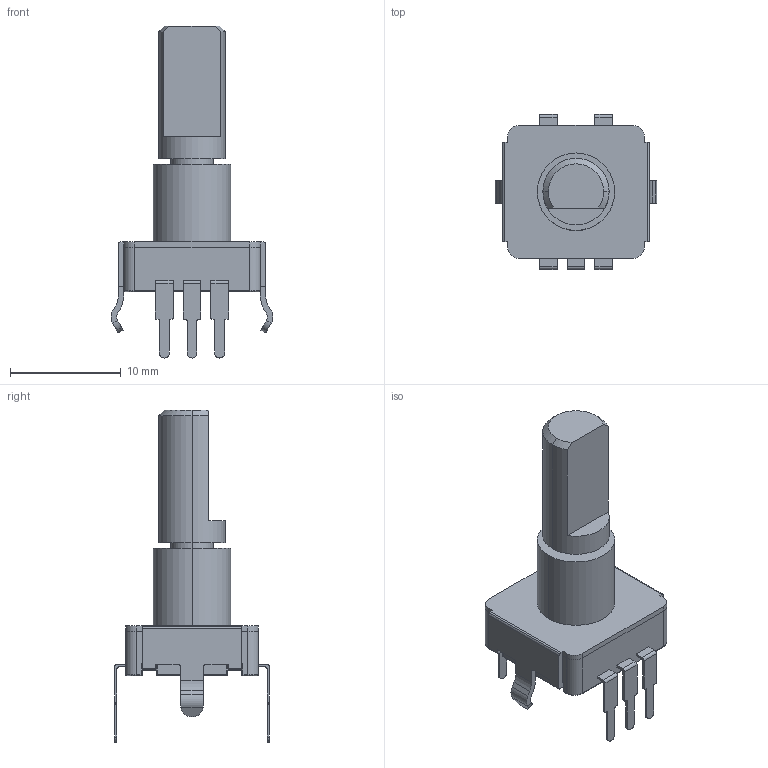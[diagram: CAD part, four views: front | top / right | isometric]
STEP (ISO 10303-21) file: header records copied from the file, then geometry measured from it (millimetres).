
FILE_DESCRIPTION (( 'STEP AP214' ), '1' );
FILE_NAME ('12mm Incremental Encoder - BOURNS PEC11S - No Knob.STEP', '2019-05-14T05:33:22', ( '' ), ( '' ), 'SwSTEP 2.0', 'SolidWorks 2019', '' );
FILE_SCHEMA (( 'AUTOMOTIVE_DESIGN' ));
Length unit declared in the file: inch
Products named in the file (16): 12mm Incremental Encoder Threaded Tube.stp; 12mm Incremental Encoder Base.stp; 12mm Incremental Encoder Anti-Rotation Plate.stp; 12mm Incremental Encoder Pin.stp; 12mm Incremental Encoder Shaft.stp; 12mm Incremental Encoder - BOURNS PEC11S - No Knob; 12mm Incremental Encoder - BOURNS PEC11S.stp
Assembly tree (10 placements, depth 3):
  12mm Incremental Encoder Threaded Tube.stp
  12mm Incremental Encoder Base.stp
  12mm Incremental Encoder Pin.stp
  12mm Incremental Encoder Anti-Rotation Plate.stp
  12mm Incremental Encoder Pin.stp
Bounding box: 14.62 x 14 x 30 mm (x, y, z)
Volume: 1217 mm3; surface area: 1803.9 mm2
Topology: 9 solids, 9 shells, 323 faces, 862 edges, 550 vertices
Faces by surface type: cylinder 180, plane 120, torus 12, sphere 8, cone 3
Entity records: 7576 total; most frequent: DIRECTION 1369, CARTESIAN_POINT 1246, ORIENTED_EDGE 1204, EDGE_CURVE 602, AXIS2_PLACEMENT_3D 527, VERTEX_POINT 382, LINE 315, VECTOR 315
